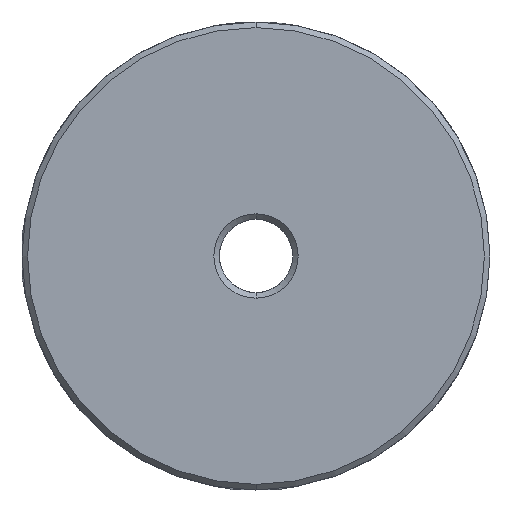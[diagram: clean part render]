
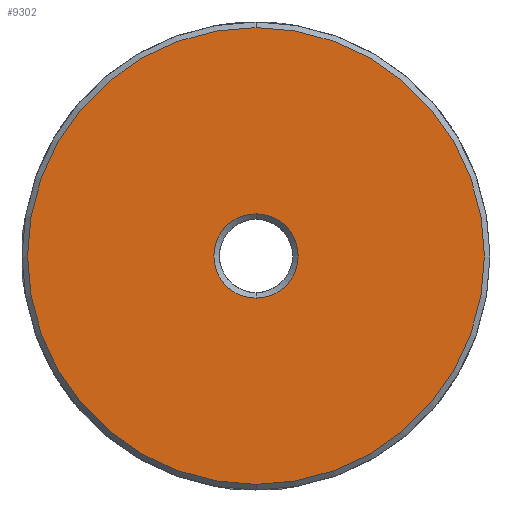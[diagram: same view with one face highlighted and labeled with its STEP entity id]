
A CAD part, left-side view. The second image highlights one B-rep face of the part: STEP entity #9302.
In plain terms, the highlighted planar face has unit normal (-1, 0, 0).
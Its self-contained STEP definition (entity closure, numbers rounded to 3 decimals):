
#1224 = CIRCLE ( 'NONE', #2927, 2.881 ) ;
#1261 = CIRCLE ( 'NONE', #2941, 15.619 ) ;
#1673 = CARTESIAN_POINT ( 'NONE',  ( -16., 0., 2.881 ) ) ;
#1674 = CARTESIAN_POINT ( 'NONE',  ( -16., 0., -2.881 ) ) ;
#1675 = CARTESIAN_POINT ( 'NONE',  ( -16., 0., 15.619 ) ) ;
#1676 = CARTESIAN_POINT ( 'NONE',  ( -16., 0., -15.619 ) ) ;
#2732 = CARTESIAN_POINT ( 'NONE',  ( -16., 0., 0. ) ) ;
#2733 = DIRECTION ( 'NONE',  ( -1., 0., 0. ) ) ;
#2734 = DIRECTION ( 'NONE',  ( 0., 0., -1. ) ) ;
#2820 = CARTESIAN_POINT ( 'NONE',  ( -16., 0., 0. ) ) ;
#2822 = DIRECTION ( 'NONE',  ( 1., 0., 0. ) ) ;
#2823 = DIRECTION ( 'NONE',  ( 0., 0., -1. ) ) ;
#2927 = AXIS2_PLACEMENT_3D ( 'NONE', #2732, #2733, #2734 ) ;
#2941 = AXIS2_PLACEMENT_3D ( 'NONE', #2820, #2822, #2823 ) ;
#3038 = AXIS2_PLACEMENT_3D ( 'NONE', #5095, #5098, #5099 ) ;
#3209 = AXIS2_PLACEMENT_3D ( 'NONE', #6043, #6055, #6056 ) ;
#3210 = AXIS2_PLACEMENT_3D ( 'NONE', #6051, #6052, #6053 ) ;
#4331 = FACE_OUTER_BOUND ( 'NONE', #9487, .T. ) ;
#4338 = FACE_BOUND ( 'NONE', #9495, .T. ) ;
#4685 = CIRCLE ( 'NONE', #3210, 15.619 ) ;
#4687 = CIRCLE ( 'NONE', #3209, 2.881 ) ;
#5095 = CARTESIAN_POINT ( 'NONE',  ( -16., 0., 0. ) ) ;
#5096 = PLANE ( 'NONE',  #3038 ) ;
#5098 = DIRECTION ( 'NONE',  ( -1., 0., 0. ) ) ;
#5099 = DIRECTION ( 'NONE',  ( 0., 0., -1. ) ) ;
#6043 = CARTESIAN_POINT ( 'NONE',  ( -16., 0., 0. ) ) ;
#6051 = CARTESIAN_POINT ( 'NONE',  ( -16., 0., 0. ) ) ;
#6052 = DIRECTION ( 'NONE',  ( 1., 0., 0. ) ) ;
#6053 = DIRECTION ( 'NONE',  ( 0., 0., -1. ) ) ;
#6055 = DIRECTION ( 'NONE',  ( -1., 0., 0. ) ) ;
#6056 = DIRECTION ( 'NONE',  ( 0., 0., -1. ) ) ;
#7846 = VERTEX_POINT ( 'NONE', #1673 ) ;
#7847 = VERTEX_POINT ( 'NONE', #1674 ) ;
#7848 = VERTEX_POINT ( 'NONE', #1675 ) ;
#7849 = VERTEX_POINT ( 'NONE', #1676 ) ;
#8605 = EDGE_CURVE ( 'NONE', #7846, #7847, #1224, .T. ) ;
#8633 = EDGE_CURVE ( 'NONE', #7848, #7849, #1261, .T. ) ;
#9302 = ADVANCED_FACE ( 'NONE', ( #4331, #4338 ), #5096, .T. ) ;
#9487 = EDGE_LOOP ( 'NONE', ( #9810, #9811 ) ) ;
#9495 = EDGE_LOOP ( 'NONE', ( #9812, #9813 ) ) ;
#9810 = ORIENTED_EDGE ( 'NONE', *, *, #8633, .F. ) ;
#9811 = ORIENTED_EDGE ( 'NONE', *, *, #9829, .F. ) ;
#9812 = ORIENTED_EDGE ( 'NONE', *, *, #9830, .F. ) ;
#9813 = ORIENTED_EDGE ( 'NONE', *, *, #8605, .F. ) ;
#9829 = EDGE_CURVE ( 'NONE', #7849, #7848, #4685, .T. ) ;
#9830 = EDGE_CURVE ( 'NONE', #7847, #7846, #4687, .T. ) ;
